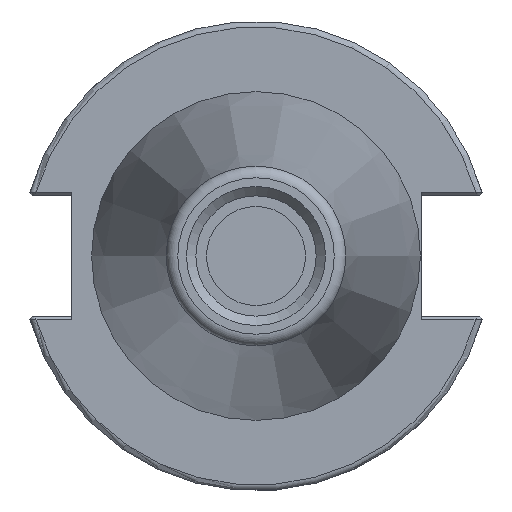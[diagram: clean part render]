
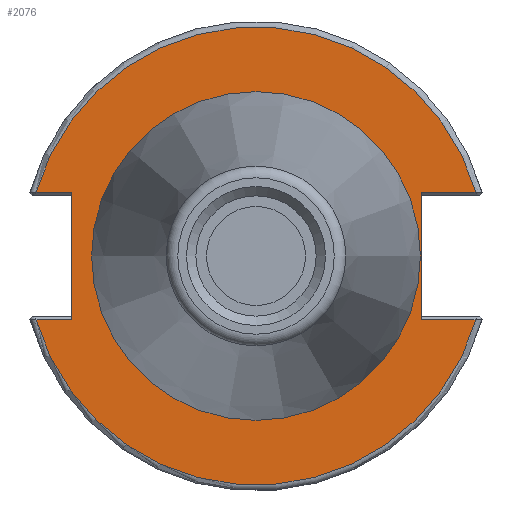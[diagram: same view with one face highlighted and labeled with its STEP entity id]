
A CAD part, left-side view. The second image highlights one B-rep face of the part: STEP entity #2076.
In plain terms, the highlighted planar face has unit normal (-1, 0, 0).
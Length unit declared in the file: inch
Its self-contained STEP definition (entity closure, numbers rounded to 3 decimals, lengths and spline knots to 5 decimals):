
#44=FACE_BOUND('',#458,.T.);
#249=CIRCLE('',#2259,0.86);
#250=CIRCLE('',#2261,1.21875);
#251=CIRCLE('',#2262,1.21875);
#339=FACE_OUTER_BOUND('',#457,.T.);
#457=EDGE_LOOP('',(#1596,#1597,#1598,#1599,#1600,#1601,#1602,#1603));
#458=EDGE_LOOP('',(#1604));
#612=LINE('',#3236,#771);
#613=LINE('',#3238,#772);
#614=LINE('',#3242,#773);
#615=LINE('',#3244,#774);
#616=LINE('',#3246,#775);
#617=LINE('',#3249,#776);
#771=VECTOR('',#2571,0.12159);
#772=VECTOR('',#2572,0.29091);
#773=VECTOR('',#2575,0.19091);
#774=VECTOR('',#2576,0.67625);
#775=VECTOR('',#2577,0.19091);
#776=VECTOR('',#2580,0.29091);
#953=VERTEX_POINT('',#3230);
#954=VERTEX_POINT('',#3234);
#955=VERTEX_POINT('',#3235);
#956=VERTEX_POINT('',#3237);
#957=VERTEX_POINT('',#3239);
#958=VERTEX_POINT('',#3241);
#959=VERTEX_POINT('',#3243);
#960=VERTEX_POINT('',#3245);
#961=VERTEX_POINT('',#3247);
#1187=EDGE_CURVE('',#953,#953,#249,.T.);
#1188=EDGE_CURVE('',#954,#955,#612,.T.);
#1189=EDGE_CURVE('',#955,#956,#613,.T.);
#1190=EDGE_CURVE('',#957,#956,#250,.T.);
#1191=EDGE_CURVE('',#958,#957,#614,.T.);
#1192=EDGE_CURVE('',#959,#958,#615,.T.);
#1193=EDGE_CURVE('',#960,#959,#616,.T.);
#1194=EDGE_CURVE('',#961,#960,#251,.T.);
#1195=EDGE_CURVE('',#961,#954,#617,.T.);
#1596=ORIENTED_EDGE('',*,*,#1188,.T.);
#1597=ORIENTED_EDGE('',*,*,#1189,.T.);
#1598=ORIENTED_EDGE('',*,*,#1190,.F.);
#1599=ORIENTED_EDGE('',*,*,#1191,.F.);
#1600=ORIENTED_EDGE('',*,*,#1192,.F.);
#1601=ORIENTED_EDGE('',*,*,#1193,.F.);
#1602=ORIENTED_EDGE('',*,*,#1194,.F.);
#1603=ORIENTED_EDGE('',*,*,#1195,.T.);
#1604=ORIENTED_EDGE('',*,*,#1187,.F.);
#2004=PLANE('',#2260);
#2076=ADVANCED_FACE('',(#339,#44),#2004,.T.);
#2259=AXIS2_PLACEMENT_3D('',#3232,#2567,#2568);
#2260=AXIS2_PLACEMENT_3D('',#3233,#2569,#2570);
#2261=AXIS2_PLACEMENT_3D('',#3240,#2573,#2574);
#2262=AXIS2_PLACEMENT_3D('',#3248,#2578,#2579);
#2567=DIRECTION('center_axis',(-1.,0.,0.));
#2568=DIRECTION('ref_axis',(0.,0.,1.));
#2569=DIRECTION('center_axis',(-1.,0.,0.));
#2570=DIRECTION('ref_axis',(0.,0.,1.));
#2571=DIRECTION('',(0.,0.,1.));
#2572=DIRECTION('',(0.,-1.,0.));
#2573=DIRECTION('center_axis',(1.,0.,0.));
#2574=DIRECTION('ref_axis',(0.,0.,1.));
#2575=DIRECTION('',(0.,1.,0.));
#2576=DIRECTION('',(0.,0.,1.));
#2577=DIRECTION('',(0.,-1.,0.));
#2578=DIRECTION('center_axis',(1.,0.,0.));
#2579=DIRECTION('ref_axis',(0.,0.,-1.));
#2580=DIRECTION('',(0.,1.,0.));
#3230=CARTESIAN_POINT('',(0.125,0.,-0.86));
#3232=CARTESIAN_POINT('Origin',(0.125,0.,0.));
#3233=CARTESIAN_POINT('Origin',(0.125,-0.875,0.));
#3234=CARTESIAN_POINT('',(0.125,-0.88,-0.33813));
#3235=CARTESIAN_POINT('',(0.125,-0.88,0.33813));
#3236=CARTESIAN_POINT('',(0.125,-0.88,0.));
#3237=CARTESIAN_POINT('',(0.125,-1.17091,0.33813));
#3238=CARTESIAN_POINT('',(0.125,-0.9025,0.33813));
#3239=CARTESIAN_POINT('',(0.125,1.17091,0.33813));
#3240=CARTESIAN_POINT('Origin',(0.125,0.,0.));
#3241=CARTESIAN_POINT('',(0.125,0.98,0.33813));
#3242=CARTESIAN_POINT('',(0.125,0.0275,0.33813));
#3243=CARTESIAN_POINT('',(0.125,0.98,-0.33813));
#3244=CARTESIAN_POINT('',(0.125,0.98,-0.33813));
#3245=CARTESIAN_POINT('',(0.125,1.17091,-0.33813));
#3246=CARTESIAN_POINT('',(0.125,0.2775,-0.33813));
#3247=CARTESIAN_POINT('',(0.125,-1.17091,-0.33813));
#3248=CARTESIAN_POINT('Origin',(0.125,0.,0.));
#3249=CARTESIAN_POINT('',(0.125,-0.9025,-0.33813));
